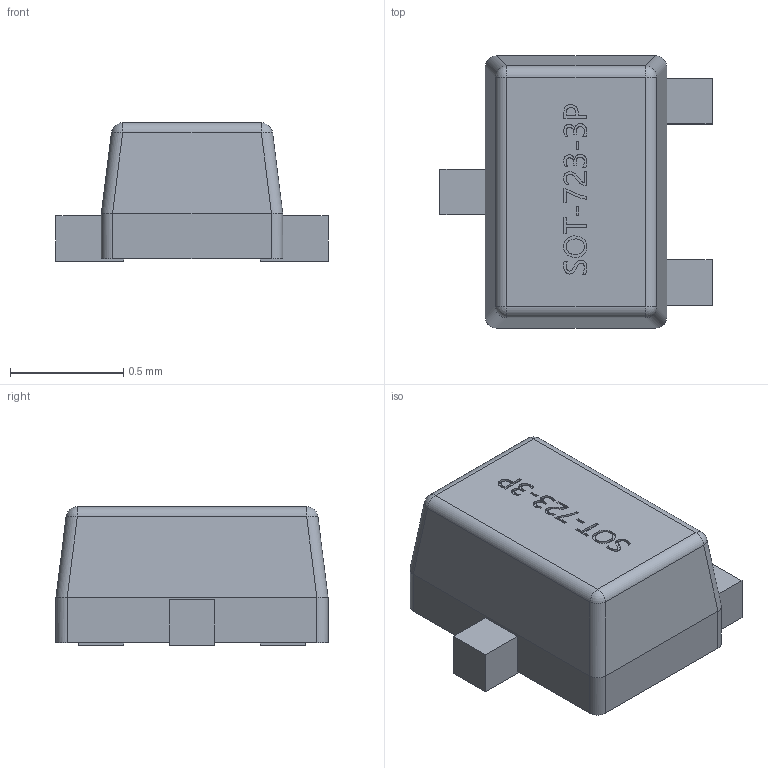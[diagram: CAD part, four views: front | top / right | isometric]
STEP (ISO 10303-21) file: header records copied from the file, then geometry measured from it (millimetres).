
FILE_DESCRIPTION (( 'STEP AP214' ), '1' );
FILE_NAME ('SOT-723.STEP', '2022-07-18T06:52:53', ( '' ), ( '' ), 'SwSTEP 2.0', 'SolidWorks 2019', '' );
FILE_SCHEMA (( 'AUTOMOTIVE_DESIGN' ));
Length unit declared in the file: millimetre
Products named in the file (1): SOT-723
Bounding box: 1.2 x 1.2 x 0.61 mm (x, y, z)
Volume: 0.6 mm3; surface area: 4.5 mm2
Topology: 1 solids, 1 shells, 221 faces, 592 edges, 388 vertices
Faces by surface type: plane 133, bspline 72, cylinder 12, sphere 4
Entity records: 11991 total; most frequent: CARTESIAN_POINT 5818, ORIENTED_EDGE 1176, DIRECTION 748, EDGE_CURVE 588, VECTOR 416, LINE 416, VERTEX_POINT 388, EDGE_LOOP 240
